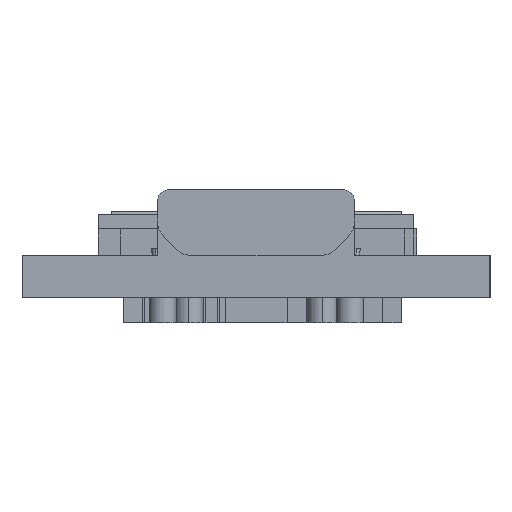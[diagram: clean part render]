
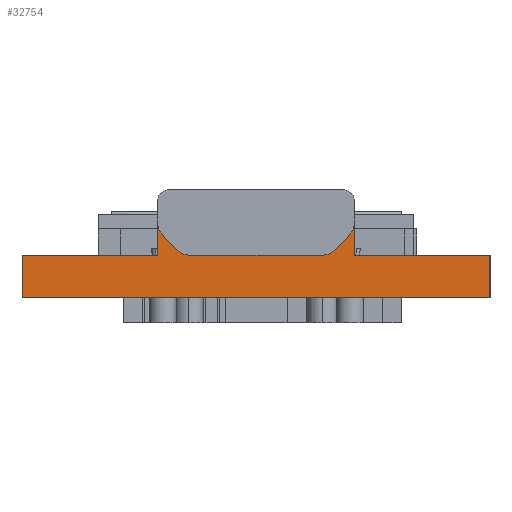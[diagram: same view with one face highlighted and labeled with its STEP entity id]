
A CAD part, left-side view. The second image highlights one B-rep face of the part: STEP entity #32754.
In plain terms, the highlighted planar face has unit normal (-1, 0, 0).
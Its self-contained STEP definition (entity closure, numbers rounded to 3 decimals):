
#1344 = DIRECTION ( 'NONE',  ( 0., 0., -1. ) ) ;
#1620 = ORIENTED_EDGE ( 'NONE', *, *, #21398, .F. ) ;
#1930 = CARTESIAN_POINT ( 'NONE',  ( -30.48, -8.89, 1.599 ) ) ;
#2026 = VERTEX_POINT ( 'NONE', #5552 ) ;
#2329 = EDGE_CURVE ( 'NONE', #17558, #27181, #14382, .T. ) ;
#2776 = CARTESIAN_POINT ( 'NONE',  ( -30.48, -8.89, 0.001 ) ) ;
#3127 = DIRECTION ( 'NONE',  ( 0., 0., -1. ) ) ;
#3244 = EDGE_CURVE ( 'NONE', #19529, #9501, #26815, .T. ) ;
#3494 = AXIS2_PLACEMENT_3D ( 'NONE', #19461, #21818, #1344 ) ;
#3685 = EDGE_CURVE ( 'NONE', #29424, #15128, #25960, .T. ) ;
#3829 = CARTESIAN_POINT ( 'NONE',  ( -30.48, 3.75, 2.898 ) ) ;
#4267 = AXIS2_PLACEMENT_3D ( 'NONE', #21291, #26987, #3127 ) ;
#4417 = DIRECTION ( 'NONE',  ( 0., 0., -1. ) ) ;
#5552 = CARTESIAN_POINT ( 'NONE',  ( -30.48, 3.062, 1.85 ) ) ;
#5580 = CIRCLE ( 'NONE', #21993, 0.8 ) ;
#6027 = VERTEX_POINT ( 'NONE', #3829 ) ;
#6786 = EDGE_CURVE ( 'NONE', #38331, #2026, #31898, .T. ) ;
#7273 = DIRECTION ( 'NONE',  ( 1., 0., 0. ) ) ;
#7314 = DIRECTION ( 'NONE',  ( 0., 0., -1. ) ) ;
#7325 = ORIENTED_EDGE ( 'NONE', *, *, #19799, .T. ) ;
#7661 = CARTESIAN_POINT ( 'NONE',  ( -30.48, 8.89, 0.001 ) ) ;
#8671 = EDGE_LOOP ( 'NONE', ( #14618, #27082, #19579, #28160, #31199, #16314, #1620, #8974, #34770, #20209, #31537, #7325, #10826, #35360 ) ) ;
#8974 = ORIENTED_EDGE ( 'NONE', *, *, #6786, .F. ) ;
#9425 = VECTOR ( 'NONE', #19498, 1000. ) ;
#9501 = VERTEX_POINT ( 'NONE', #30864 ) ;
#10039 = DIRECTION ( 'NONE',  ( 0., 1., 0. ) ) ;
#10157 = VECTOR ( 'NONE', #19284, 1000. ) ;
#10173 = CARTESIAN_POINT ( 'NONE',  ( -30.48, 8.89, 0.001 ) ) ;
#10520 = CARTESIAN_POINT ( 'NONE',  ( -30.48, -2.48, 1.599 ) ) ;
#10826 = ORIENTED_EDGE ( 'NONE', *, *, #28210, .T. ) ;
#11507 = VERTEX_POINT ( 'NONE', #24189 ) ;
#11567 = CARTESIAN_POINT ( 'NONE',  ( -30.48, 3.75, 1.599 ) ) ;
#12206 = DIRECTION ( 'NONE',  ( 0., -1., 0. ) ) ;
#13477 = LINE ( 'NONE', #25527, #16661 ) ;
#13733 = CARTESIAN_POINT ( 'NONE',  ( -30.48, 3.062, 1.85 ) ) ;
#14191 = LINE ( 'NONE', #23863, #34024 ) ;
#14382 = LINE ( 'NONE', #35916, #17454 ) ;
#14618 = ORIENTED_EDGE ( 'NONE', *, *, #18572, .F. ) ;
#15128 = VERTEX_POINT ( 'NONE', #2776 ) ;
#15510 = VERTEX_POINT ( 'NONE', #34240 ) ;
#16314 = ORIENTED_EDGE ( 'NONE', *, *, #30649, .F. ) ;
#16460 = CARTESIAN_POINT ( 'NONE',  ( -30.48, -2.95, 2.898 ) ) ;
#16639 = DIRECTION ( 'NONE',  ( 0., -1., 0. ) ) ;
#16661 = VECTOR ( 'NONE', #16639, 1000. ) ;
#16740 = EDGE_CURVE ( 'NONE', #28344, #11507, #33418, .T. ) ;
#17143 = AXIS2_PLACEMENT_3D ( 'NONE', #16460, #37192, #22186 ) ;
#17231 = DIRECTION ( 'NONE',  ( -1., 0., 0. ) ) ;
#17454 = VECTOR ( 'NONE', #24063, 1000. ) ;
#17558 = VERTEX_POINT ( 'NONE', #35461 ) ;
#17717 = VECTOR ( 'NONE', #7314, 1000. ) ;
#17881 = VECTOR ( 'NONE', #25778, 1000. ) ;
#18572 = EDGE_CURVE ( 'NONE', #11507, #29424, #13477, .T. ) ;
#19110 = CARTESIAN_POINT ( 'NONE',  ( -30.48, -8.89, 1.599 ) ) ;
#19191 = LINE ( 'NONE', #28627, #17717 ) ;
#19284 = DIRECTION ( 'NONE',  ( 0., 0., -1. ) ) ;
#19461 = CARTESIAN_POINT ( 'NONE',  ( -30.48, 2.48, 2.399 ) ) ;
#19498 = DIRECTION ( 'NONE',  ( 0., -1., 0. ) ) ;
#19528 = VERTEX_POINT ( 'NONE', #10520 ) ;
#19529 = VERTEX_POINT ( 'NONE', #22575 ) ;
#19579 = ORIENTED_EDGE ( 'NONE', *, *, #20513, .F. ) ;
#19799 = EDGE_CURVE ( 'NONE', #17558, #34914, #19191, .T. ) ;
#20209 = ORIENTED_EDGE ( 'NONE', *, *, #31971, .F. ) ;
#20513 = EDGE_CURVE ( 'NONE', #9501, #28344, #36097, .T. ) ;
#20977 = AXIS2_PLACEMENT_3D ( 'NONE', #27997, #7273, #10039 ) ;
#21291 = CARTESIAN_POINT ( 'NONE',  ( -30.48, -2.48, 2.399 ) ) ;
#21398 = EDGE_CURVE ( 'NONE', #2026, #15510, #34989, .T. ) ;
#21563 = DIRECTION ( 'NONE',  ( 0., 0., -1. ) ) ;
#21818 = DIRECTION ( 'NONE',  ( -1., 0., 0. ) ) ;
#21993 = AXIS2_PLACEMENT_3D ( 'NONE', #25911, #17231, #4417 ) ;
#22186 = DIRECTION ( 'NONE',  ( 0., 0., -1. ) ) ;
#22575 = CARTESIAN_POINT ( 'NONE',  ( -30.48, -3.062, 1.85 ) ) ;
#23863 = CARTESIAN_POINT ( 'NONE',  ( -30.48, 8.89, 1.599 ) ) ;
#23880 = FACE_OUTER_BOUND ( 'NONE', #8671, .T. ) ;
#24063 = DIRECTION ( 'NONE',  ( 0., -1., 0. ) ) ;
#24189 = CARTESIAN_POINT ( 'NONE',  ( -30.48, -3.75, 1.599 ) ) ;
#24689 = VECTOR ( 'NONE', #21563, 1000. ) ;
#24912 = CARTESIAN_POINT ( 'NONE',  ( -30.48, -3.75, 2.049 ) ) ;
#25006 = DIRECTION ( 'NONE',  ( 0., 0., 1. ) ) ;
#25189 = LINE ( 'NONE', #10173, #9425 ) ;
#25527 = CARTESIAN_POINT ( 'NONE',  ( -30.48, 8.89, 1.599 ) ) ;
#25778 = DIRECTION ( 'NONE',  ( 0., -0.686, -0.728 ) ) ;
#25911 = CARTESIAN_POINT ( 'NONE',  ( -30.48, 2.95, 2.898 ) ) ;
#25960 = LINE ( 'NONE', #1930, #10157 ) ;
#26591 = LINE ( 'NONE', #38629, #37307 ) ;
#26815 = LINE ( 'NONE', #38666, #30894 ) ;
#26987 = DIRECTION ( 'NONE',  ( -1., 0., 0. ) ) ;
#27082 = ORIENTED_EDGE ( 'NONE', *, *, #16740, .F. ) ;
#27181 = VERTEX_POINT ( 'NONE', #11567 ) ;
#27628 = EDGE_CURVE ( 'NONE', #6027, #38331, #5580, .T. ) ;
#27997 = CARTESIAN_POINT ( 'NONE',  ( -30.48, 8.89, 1.599 ) ) ;
#28160 = ORIENTED_EDGE ( 'NONE', *, *, #3244, .F. ) ;
#28210 = EDGE_CURVE ( 'NONE', #34914, #15128, #25189, .T. ) ;
#28344 = VERTEX_POINT ( 'NONE', #30265 ) ;
#28627 = CARTESIAN_POINT ( 'NONE',  ( -30.48, 8.89, 1.599 ) ) ;
#29424 = VERTEX_POINT ( 'NONE', #19110 ) ;
#30265 = CARTESIAN_POINT ( 'NONE',  ( -30.48, -3.75, 2.898 ) ) ;
#30649 = EDGE_CURVE ( 'NONE', #15510, #19528, #14191, .T. ) ;
#30864 = CARTESIAN_POINT ( 'NONE',  ( -30.48, -3.532, 2.349 ) ) ;
#30894 = VECTOR ( 'NONE', #38871, 1000. ) ;
#31199 = ORIENTED_EDGE ( 'NONE', *, *, #37349, .F. ) ;
#31537 = ORIENTED_EDGE ( 'NONE', *, *, #2329, .F. ) ;
#31898 = LINE ( 'NONE', #13733, #17881 ) ;
#31971 = EDGE_CURVE ( 'NONE', #27181, #6027, #26591, .T. ) ;
#32754 = ADVANCED_FACE ( 'NONE', ( #23880 ), #36348, .F. ) ;
#33418 = LINE ( 'NONE', #24912, #24689 ) ;
#34024 = VECTOR ( 'NONE', #12206, 1000. ) ;
#34240 = CARTESIAN_POINT ( 'NONE',  ( -30.48, 2.48, 1.599 ) ) ;
#34770 = ORIENTED_EDGE ( 'NONE', *, *, #27628, .F. ) ;
#34914 = VERTEX_POINT ( 'NONE', #7661 ) ;
#34989 = CIRCLE ( 'NONE', #3494, 0.8 ) ;
#35257 = CARTESIAN_POINT ( 'NONE',  ( -30.48, 3.532, 2.349 ) ) ;
#35360 = ORIENTED_EDGE ( 'NONE', *, *, #3685, .F. ) ;
#35461 = CARTESIAN_POINT ( 'NONE',  ( -30.48, 8.89, 1.599 ) ) ;
#35916 = CARTESIAN_POINT ( 'NONE',  ( -30.48, 8.89, 1.599 ) ) ;
#36097 = CIRCLE ( 'NONE', #17143, 0.8 ) ;
#36348 = PLANE ( 'NONE',  #20977 ) ;
#36448 = CIRCLE ( 'NONE', #4267, 0.8 ) ;
#37192 = DIRECTION ( 'NONE',  ( -1., 0., 0. ) ) ;
#37307 = VECTOR ( 'NONE', #25006, 1000. ) ;
#37349 = EDGE_CURVE ( 'NONE', #19528, #19529, #36448, .T. ) ;
#38331 = VERTEX_POINT ( 'NONE', #35257 ) ;
#38629 = CARTESIAN_POINT ( 'NONE',  ( -30.48, 3.75, 2.898 ) ) ;
#38666 = CARTESIAN_POINT ( 'NONE',  ( -30.48, -3.532, 2.349 ) ) ;
#38871 = DIRECTION ( 'NONE',  ( 0., -0.686, 0.728 ) ) ;
